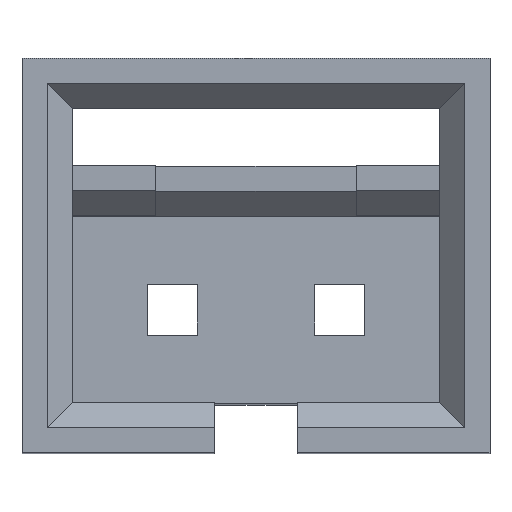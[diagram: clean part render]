
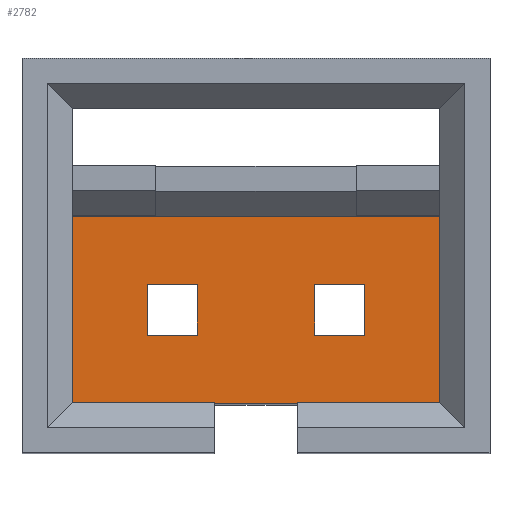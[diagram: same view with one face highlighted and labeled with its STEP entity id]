
A CAD part, top view. The second image highlights one B-rep face of the part: STEP entity #2782.
In plain terms, the highlighted planar face has unit normal (0, 0, 1).
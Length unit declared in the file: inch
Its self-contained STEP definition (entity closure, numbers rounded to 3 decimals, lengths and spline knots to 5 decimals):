
#869=DIRECTION('',(-1.,0.,0.));
#870=VECTOR('',#869,0.05);
#871=CARTESIAN_POINT('',(0.025,-0.056,0.1275));
#872=LINE('',#871,#870);
#873=DIRECTION('',(1.,0.,0.));
#874=VECTOR('',#873,0.085);
#875=CARTESIAN_POINT('',(-0.11,-0.056,0.1275));
#876=LINE('',#875,#874);
#877=DIRECTION('',(0.,-1.,0.));
#878=VECTOR('',#877,0.112);
#879=CARTESIAN_POINT('',(-0.11,0.056,0.1275));
#880=LINE('',#879,#878);
#881=DIRECTION('',(-1.,0.,0.));
#882=VECTOR('',#881,0.22);
#883=CARTESIAN_POINT('',(0.11,0.056,0.1275));
#884=LINE('',#883,#882);
#885=DIRECTION('',(0.,1.,0.));
#886=VECTOR('',#885,0.112);
#887=CARTESIAN_POINT('',(0.11,-0.056,0.1275));
#888=LINE('',#887,#886);
#889=DIRECTION('',(1.,0.,0.));
#890=VECTOR('',#889,0.085);
#891=CARTESIAN_POINT('',(0.025,-0.056,0.1275));
#892=LINE('',#891,#890);
#893=DIRECTION('',(0.,-1.,0.));
#894=VECTOR('',#893,0.03);
#895=CARTESIAN_POINT('',(-0.035,0.015,0.1275));
#896=LINE('',#895,#894);
#897=DIRECTION('',(1.,0.,0.));
#898=VECTOR('',#897,0.03);
#899=CARTESIAN_POINT('',(-0.065,0.015,0.1275));
#900=LINE('',#899,#898);
#901=DIRECTION('',(0.,1.,0.));
#902=VECTOR('',#901,0.03);
#903=CARTESIAN_POINT('',(-0.065,-0.015,0.1275));
#904=LINE('',#903,#902);
#905=DIRECTION('',(-1.,0.,0.));
#906=VECTOR('',#905,0.03);
#907=CARTESIAN_POINT('',(-0.035,-0.015,0.1275));
#908=LINE('',#907,#906);
#909=DIRECTION('',(0.,-1.,0.));
#910=VECTOR('',#909,0.03);
#911=CARTESIAN_POINT('',(0.065,0.015,0.1275));
#912=LINE('',#911,#910);
#913=DIRECTION('',(1.,0.,0.));
#914=VECTOR('',#913,0.03);
#915=CARTESIAN_POINT('',(0.035,0.015,0.1275));
#916=LINE('',#915,#914);
#917=DIRECTION('',(0.,1.,0.));
#918=VECTOR('',#917,0.03);
#919=CARTESIAN_POINT('',(0.035,-0.015,0.1275));
#920=LINE('',#919,#918);
#921=DIRECTION('',(-1.,0.,0.));
#922=VECTOR('',#921,0.03);
#923=CARTESIAN_POINT('',(0.065,-0.015,0.1275));
#924=LINE('',#923,#922);
#1173=CARTESIAN_POINT('',(0.11,-0.056,0.1275));
#1174=CARTESIAN_POINT('',(0.11,0.056,0.1275));
#1175=VERTEX_POINT('',#1173);
#1176=VERTEX_POINT('',#1174);
#1177=CARTESIAN_POINT('',(-0.11,0.056,0.1275));
#1178=VERTEX_POINT('',#1177);
#1179=CARTESIAN_POINT('',(-0.11,-0.056,0.1275));
#1180=VERTEX_POINT('',#1179);
#1265=CARTESIAN_POINT('',(-0.025,-0.056,0.1275));
#1267=VERTEX_POINT('',#1265);
#1269=CARTESIAN_POINT('',(0.025,-0.056,0.1275));
#1271=VERTEX_POINT('',#1269);
#1435=CARTESIAN_POINT('',(-0.035,0.015,0.1275));
#1436=CARTESIAN_POINT('',(-0.035,-0.015,0.1275));
#1437=VERTEX_POINT('',#1435);
#1438=VERTEX_POINT('',#1436);
#1439=CARTESIAN_POINT('',(-0.065,-0.015,0.1275));
#1440=VERTEX_POINT('',#1439);
#1441=CARTESIAN_POINT('',(-0.065,0.015,0.1275));
#1442=VERTEX_POINT('',#1441);
#1443=CARTESIAN_POINT('',(0.065,0.015,0.1275));
#1444=CARTESIAN_POINT('',(0.065,-0.015,0.1275));
#1445=VERTEX_POINT('',#1443);
#1446=VERTEX_POINT('',#1444);
#1447=CARTESIAN_POINT('',(0.035,-0.015,0.1275));
#1448=VERTEX_POINT('',#1447);
#1449=CARTESIAN_POINT('',(0.035,0.015,0.1275));
#1450=VERTEX_POINT('',#1449);
#2753=CARTESIAN_POINT('',(0.,0.,0.1275));
#2754=DIRECTION('',(0.,0.,1.));
#2755=DIRECTION('',(1.,0.,0.));
#2756=AXIS2_PLACEMENT_3D('',#2753,#2754,#2755);
#2757=PLANE('',#2756);
#2758=ORIENTED_EDGE('',*,*,#1565,.T.);
#2759=ORIENTED_EDGE('',*,*,#1917,.F.);
#2760=ORIENTED_EDGE('',*,*,#1743,.F.);
#2761=ORIENTED_EDGE('',*,*,#1864,.F.);
#2762=ORIENTED_EDGE('',*,*,#1895,.F.);
#2763=ORIENTED_EDGE('',*,*,#1929,.F.);
#2764=EDGE_LOOP('',(#2758,#2759,#2760,#2761,#2762,#2763));
#2765=FACE_OUTER_BOUND('',#2764,.F.);
#2766=ORIENTED_EDGE('',*,*,#2732,.F.);
#2767=ORIENTED_EDGE('',*,*,#2748,.F.);
#2768=ORIENTED_EDGE('',*,*,#2554,.F.);
#2769=ORIENTED_EDGE('',*,*,#2570,.F.);
#2770=EDGE_LOOP('',(#2766,#2767,#2768,#2769));
#2771=FACE_BOUND('',#2770,.F.);
#2773=ORIENTED_EDGE('',*,*,#2772,.F.);
#2775=ORIENTED_EDGE('',*,*,#2774,.F.);
#2777=ORIENTED_EDGE('',*,*,#2776,.F.);
#2779=ORIENTED_EDGE('',*,*,#2778,.F.);
#2780=EDGE_LOOP('',(#2773,#2775,#2777,#2779));
#2781=FACE_BOUND('',#2780,.F.);
#2782=ADVANCED_FACE('',(#2765,#2771,#2781),#2757,.T.);
#1565=EDGE_CURVE('',#1271,#1267,#872,.T.);
#1743=EDGE_CURVE('',#1178,#1180,#880,.T.);
#1864=EDGE_CURVE('',#1176,#1178,#884,.T.);
#1895=EDGE_CURVE('',#1175,#1176,#888,.T.);
#1917=EDGE_CURVE('',#1180,#1267,#876,.T.);
#1929=EDGE_CURVE('',#1271,#1175,#892,.T.);
#2554=EDGE_CURVE('',#1440,#1442,#904,.T.);
#2570=EDGE_CURVE('',#1438,#1440,#908,.T.);
#2732=EDGE_CURVE('',#1437,#1438,#896,.T.);
#2748=EDGE_CURVE('',#1442,#1437,#900,.T.);
#2772=EDGE_CURVE('',#1445,#1446,#912,.T.);
#2774=EDGE_CURVE('',#1450,#1445,#916,.T.);
#2776=EDGE_CURVE('',#1448,#1450,#920,.T.);
#2778=EDGE_CURVE('',#1446,#1448,#924,.T.);
